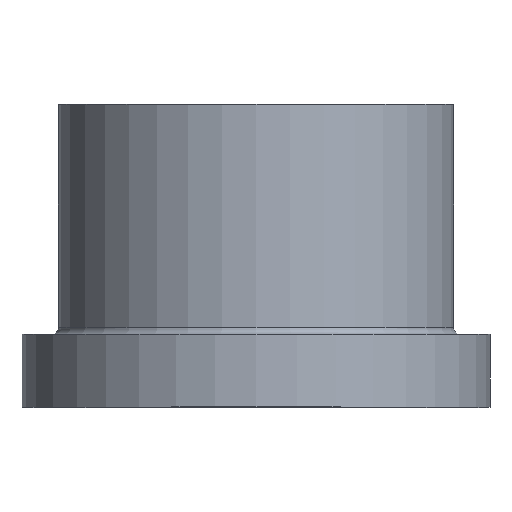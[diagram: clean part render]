
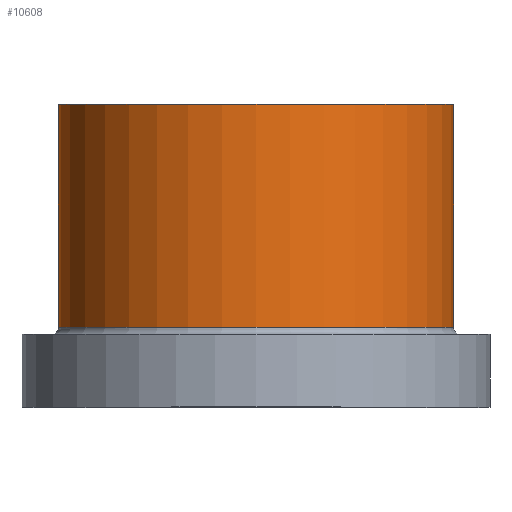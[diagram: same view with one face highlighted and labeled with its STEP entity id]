
A CAD part, top view. The second image highlights one B-rep face of the part: STEP entity #10608.
In plain terms, the highlighted cylindrical face has radius 14.35 mm (diameter 28.7 mm), a partial arc.
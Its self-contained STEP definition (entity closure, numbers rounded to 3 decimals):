
#718 = ORIENTED_EDGE ( 'NONE', *, *, #10649, .F. ) ;
#872 = CARTESIAN_POINT ( 'NONE',  ( 0., 22., 0. ) ) ;
#1676 = AXIS2_PLACEMENT_3D ( 'NONE', #2581, #9245, #3526 ) ;
#1699 = VECTOR ( 'NONE', #5865, 1000. ) ;
#1802 = DIRECTION ( 'NONE',  ( -1., 0., 0. ) ) ;
#1921 = DIRECTION ( 'NONE',  ( -1., 0., 0. ) ) ;
#2581 = CARTESIAN_POINT ( 'NONE',  ( 0., 5.8, 0. ) ) ;
#2586 = VERTEX_POINT ( 'NONE', #2894 ) ;
#2894 = CARTESIAN_POINT ( 'NONE',  ( 14.35, 5.8, 0. ) ) ;
#2965 = DIRECTION ( 'NONE',  ( 0., 1., 0. ) ) ;
#3311 = EDGE_LOOP ( 'NONE', ( #6556, #6711, #718, #4900 ) ) ;
#3505 = DIRECTION ( 'NONE',  ( 0., 1., 0. ) ) ;
#3526 = DIRECTION ( 'NONE',  ( 1., 0., 0. ) ) ;
#3535 = FACE_OUTER_BOUND ( 'NONE', #3311, .T. ) ;
#3937 = CARTESIAN_POINT ( 'NONE',  ( 14.35, 22., 0. ) ) ;
#4888 = CARTESIAN_POINT ( 'NONE',  ( 14.35, 22., 0. ) ) ;
#4900 = ORIENTED_EDGE ( 'NONE', *, *, #5268, .F. ) ;
#5268 = EDGE_CURVE ( 'NONE', #6419, #6567, #10771, .T. ) ;
#5380 = CARTESIAN_POINT ( 'NONE',  ( -14.35, 22., 0. ) ) ;
#5776 = CARTESIAN_POINT ( 'NONE',  ( 0., 22., 0. ) ) ;
#5814 = CARTESIAN_POINT ( 'NONE',  ( -14.35, 5.8, 0. ) ) ;
#5865 = DIRECTION ( 'NONE',  ( 0., 1., 0. ) ) ;
#6419 = VERTEX_POINT ( 'NONE', #5814 ) ;
#6556 = ORIENTED_EDGE ( 'NONE', *, *, #6635, .T. ) ;
#6567 = VERTEX_POINT ( 'NONE', #5380 ) ;
#6635 = EDGE_CURVE ( 'NONE', #6419, #2586, #11489, .T. ) ;
#6711 = ORIENTED_EDGE ( 'NONE', *, *, #8158, .T. ) ;
#6764 = LINE ( 'NONE', #4888, #1699 ) ;
#7500 = DIRECTION ( 'NONE',  ( 0., 1., 0. ) ) ;
#7550 = CIRCLE ( 'NONE', #10710, 14.35 ) ;
#8158 = EDGE_CURVE ( 'NONE', #2586, #9726, #6764, .T. ) ;
#9175 = CARTESIAN_POINT ( 'NONE',  ( -14.35, 22., 0. ) ) ;
#9245 = DIRECTION ( 'NONE',  ( 0., 1., 0. ) ) ;
#9429 = AXIS2_PLACEMENT_3D ( 'NONE', #872, #7500, #1802 ) ;
#9726 = VERTEX_POINT ( 'NONE', #3937 ) ;
#9731 = VECTOR ( 'NONE', #3505, 1000. ) ;
#10608 = ADVANCED_FACE ( 'NONE', ( #3535 ), #11895, .T. ) ;
#10649 = EDGE_CURVE ( 'NONE', #6567, #9726, #7550, .T. ) ;
#10710 = AXIS2_PLACEMENT_3D ( 'NONE', #5776, #2965, #1921 ) ;
#10771 = LINE ( 'NONE', #9175, #9731 ) ;
#11489 = CIRCLE ( 'NONE', #1676, 14.35 ) ;
#11895 = CYLINDRICAL_SURFACE ( 'NONE', #9429, 14.35 ) ;
